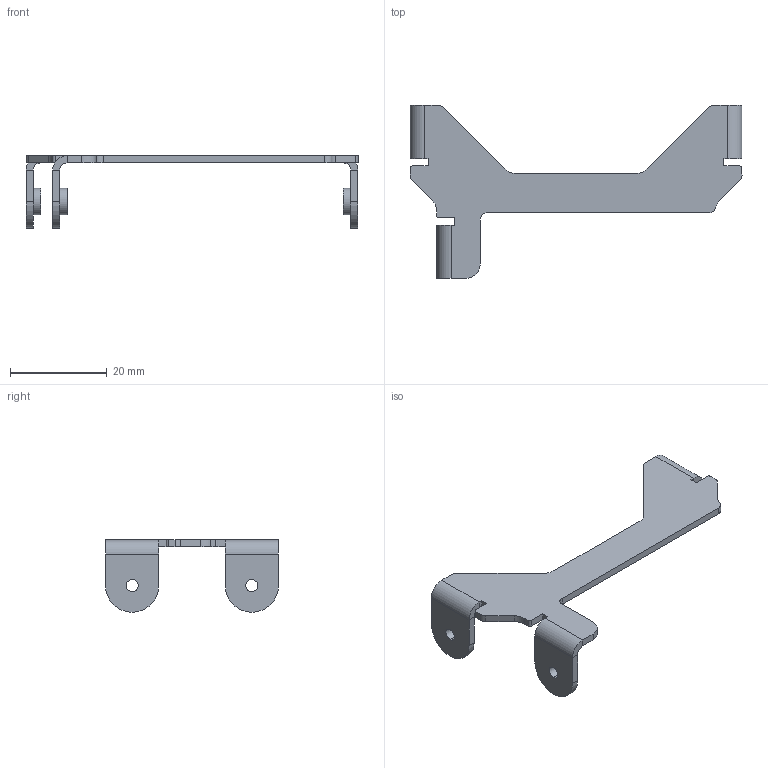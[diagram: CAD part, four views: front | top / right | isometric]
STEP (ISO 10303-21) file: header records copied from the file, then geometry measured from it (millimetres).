
FILE_DESCRIPTION (( 'STEP AP214' ), '1' );
FILE_NAME ('J6_C_right.STEP', '2025-08-20T01:19:44', ( '' ), ( '' ), 'SwSTEP 2.0', 'SolidWorks 2025', '' );
FILE_SCHEMA (( 'AUTOMOTIVE_DESIGN' ));
Length unit declared in the file: millimetre
Products named in the file (1): J6_C_right
Bounding box: 68.6 x 35.74 x 15 mm (x, y, z)
Volume: 2115.9 mm3; surface area: 3296.8 mm2
Topology: 1 solids, 1 shells, 83 faces, 210 edges, 132 vertices
Faces by surface type: plane 45, cylinder 38
Entity records: 2523 total; most frequent: DIRECTION 454, CARTESIAN_POINT 426, ORIENTED_EDGE 420, EDGE_CURVE 210, AXIS2_PLACEMENT_3D 160, VECTOR 134, LINE 134, VERTEX_POINT 132
